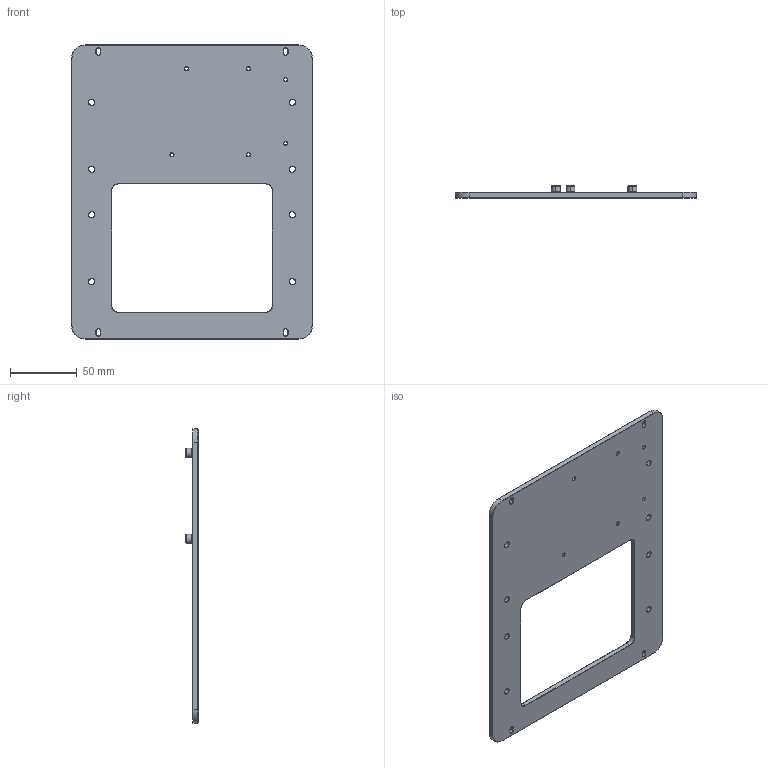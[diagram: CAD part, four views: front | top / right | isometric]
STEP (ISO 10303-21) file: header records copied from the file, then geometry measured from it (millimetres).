
FILE_DESCRIPTION (( 'STEP AP203' ), '1' );
FILE_NAME ('上位机及开关电源固定底板.STEP', '2025-01-10T08:47:57', ( 'Leo' ), ( '' ), 'SwSTEP 2.0', 'SolidWorks 2022', '' );
FILE_SCHEMA (( 'CONFIG_CONTROL_DESIGN' ));
Length unit declared in the file: millimetre
Products named in the file (1): 上位机及开关电源固定底板
Bounding box: 180 x 9 x 220 mm (x, y, z)
Volume: 111777.8 mm3; surface area: 61524.1 mm2
Topology: 1 solids, 1 shells, 182 faces, 424 edges, 248 vertices
Faces by surface type: cone 80, cylinder 56, plane 46
Entity records: 5281 total; most frequent: DIRECTION 982, CARTESIAN_POINT 855, ORIENTED_EDGE 848, EDGE_CURVE 424, AXIS2_PLACEMENT_3D 375, VERTEX_POINT 248, VECTOR 232, LINE 232
